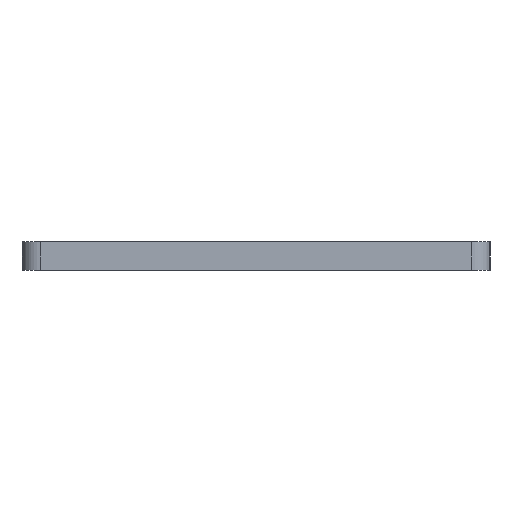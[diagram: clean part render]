
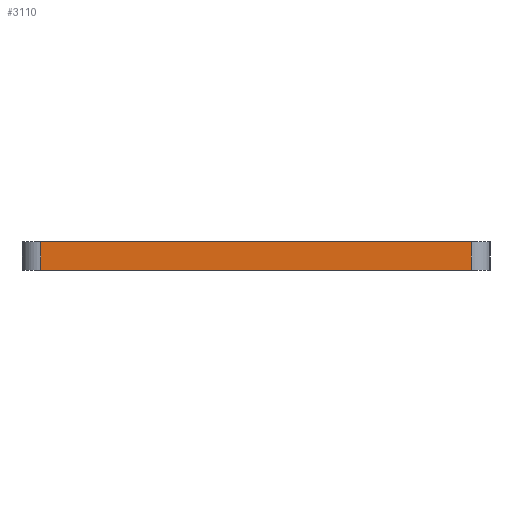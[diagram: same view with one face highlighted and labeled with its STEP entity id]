
A CAD part, left-side view. The second image highlights one B-rep face of the part: STEP entity #3110.
In plain terms, the highlighted planar face has unit normal (-1, 0, 0).
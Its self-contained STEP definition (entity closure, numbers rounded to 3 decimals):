
#543 = VECTOR ( 'NONE', #3250, 1000. ) ;
#853 = EDGE_CURVE ( 'NONE', #4427, #3538, #5097, .T. ) ;
#868 = VECTOR ( 'NONE', #4243, 1000. ) ;
#1116 = ORIENTED_EDGE ( 'NONE', *, *, #1228, .T. ) ;
#1223 = CARTESIAN_POINT ( 'NONE',  ( -53.5, 0., 1.5 ) ) ;
#1228 = EDGE_CURVE ( 'NONE', #4472, #3538, #5976, .T. ) ;
#1269 = PLANE ( 'NONE',  #4308 ) ;
#1296 = DIRECTION ( 'NONE',  ( 0., 0., -1. ) ) ;
#1682 = EDGE_CURVE ( 'NONE', #4427, #5823, #4540, .T. ) ;
#1752 = VECTOR ( 'NONE', #2600, 1000. ) ;
#1901 = CARTESIAN_POINT ( 'NONE',  ( -53.5, -11.5, 0. ) ) ;
#2037 = FACE_OUTER_BOUND ( 'NONE', #4140, .T. ) ;
#2062 = CARTESIAN_POINT ( 'NONE',  ( -53.5, 0., 1.5 ) ) ;
#2263 = CARTESIAN_POINT ( 'NONE',  ( -53.5, 0., 0. ) ) ;
#2358 = DIRECTION ( 'NONE',  ( 1., 0., 0. ) ) ;
#2600 = DIRECTION ( 'NONE',  ( 0., 0., -1. ) ) ;
#2641 = CARTESIAN_POINT ( 'NONE',  ( -53.5, 11.5, 0. ) ) ;
#3110 = ADVANCED_FACE ( 'NONE', ( #2037 ), #1269, .F. ) ;
#3237 = LINE ( 'NONE', #2263, #543 ) ;
#3250 = DIRECTION ( 'NONE',  ( 0., -1., 0. ) ) ;
#3538 = VERTEX_POINT ( 'NONE', #6312 ) ;
#3870 = CARTESIAN_POINT ( 'NONE',  ( -53.5, 11.5, 1.5 ) ) ;
#4140 = EDGE_LOOP ( 'NONE', ( #4445, #1116, #6298, #4952 ) ) ;
#4243 = DIRECTION ( 'NONE',  ( 0., 0., 1. ) ) ;
#4291 = CARTESIAN_POINT ( 'NONE',  ( -53.5, -11.5, 1.5 ) ) ;
#4308 = AXIS2_PLACEMENT_3D ( 'NONE', #1223, #2358, #1296 ) ;
#4427 = VERTEX_POINT ( 'NONE', #3870 ) ;
#4445 = ORIENTED_EDGE ( 'NONE', *, *, #4743, .T. ) ;
#4472 = VERTEX_POINT ( 'NONE', #1901 ) ;
#4540 = LINE ( 'NONE', #6025, #1752 ) ;
#4743 = EDGE_CURVE ( 'NONE', #5823, #4472, #3237, .T. ) ;
#4952 = ORIENTED_EDGE ( 'NONE', *, *, #1682, .T. ) ;
#5097 = LINE ( 'NONE', #2062, #6262 ) ;
#5570 = DIRECTION ( 'NONE',  ( 0., -1., 0. ) ) ;
#5823 = VERTEX_POINT ( 'NONE', #2641 ) ;
#5976 = LINE ( 'NONE', #4291, #868 ) ;
#6025 = CARTESIAN_POINT ( 'NONE',  ( -53.5, 11.5, 0. ) ) ;
#6262 = VECTOR ( 'NONE', #5570, 1000. ) ;
#6298 = ORIENTED_EDGE ( 'NONE', *, *, #853, .F. ) ;
#6312 = CARTESIAN_POINT ( 'NONE',  ( -53.5, -11.5, 1.5 ) ) ;
